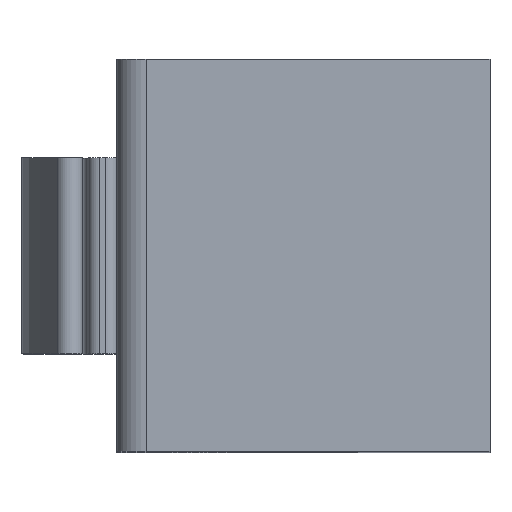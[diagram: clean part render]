
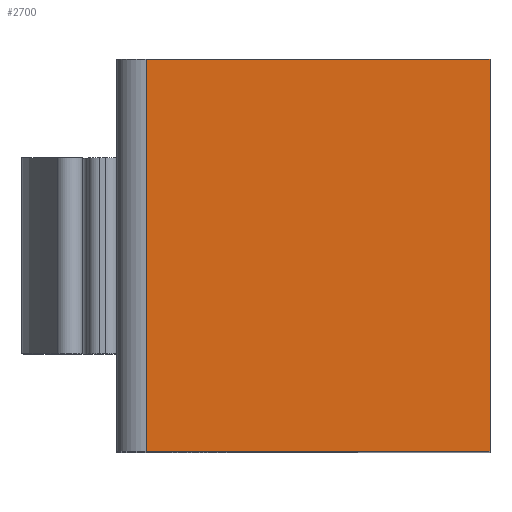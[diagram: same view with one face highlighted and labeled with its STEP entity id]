
A CAD part, top view. The second image highlights one B-rep face of the part: STEP entity #2700.
In plain terms, the highlighted planar face has unit normal (0, 0, 1).
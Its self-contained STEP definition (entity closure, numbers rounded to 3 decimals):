
#2675 = VERTEX_POINT('',#2676);
#2676 = CARTESIAN_POINT('',(0.,10.,19.05));
#2682 = EDGE_CURVE('',#2683,#2675,#2685,.T.);
#2683 = VERTEX_POINT('',#2684);
#2684 = CARTESIAN_POINT('',(0.,-10.,19.05));
#2685 = LINE('',#2686,#2687);
#2686 = CARTESIAN_POINT('',(0.,-10.,19.05));
#2687 = VECTOR('',#2688,1.);
#2688 = DIRECTION('',(0.,1.,0.));
#2700 = ADVANCED_FACE('',(#2701),#2726,.T.);
#2701 = FACE_BOUND('',#2702,.T.);
#2702 = EDGE_LOOP('',(#2703,#2704,#2712,#2720));
#2703 = ORIENTED_EDGE('',*,*,#2682,.T.);
#2704 = ORIENTED_EDGE('',*,*,#2705,.T.);
#2705 = EDGE_CURVE('',#2675,#2706,#2708,.T.);
#2706 = VERTEX_POINT('',#2707);
#2707 = CARTESIAN_POINT('',(-17.55,10.,19.05));
#2708 = LINE('',#2709,#2710);
#2709 = CARTESIAN_POINT('',(0.,10.,19.05));
#2710 = VECTOR('',#2711,1.);
#2711 = DIRECTION('',(-1.,-0.,0.));
#2712 = ORIENTED_EDGE('',*,*,#2713,.F.);
#2713 = EDGE_CURVE('',#2714,#2706,#2716,.T.);
#2714 = VERTEX_POINT('',#2715);
#2715 = CARTESIAN_POINT('',(-17.55,-10.,19.05));
#2716 = LINE('',#2717,#2718);
#2717 = CARTESIAN_POINT('',(-17.55,-10.,19.05));
#2718 = VECTOR('',#2719,1.);
#2719 = DIRECTION('',(0.,1.,0.));
#2720 = ORIENTED_EDGE('',*,*,#2721,.F.);
#2721 = EDGE_CURVE('',#2683,#2714,#2722,.T.);
#2722 = LINE('',#2723,#2724);
#2723 = CARTESIAN_POINT('',(0.,-10.,19.05));
#2724 = VECTOR('',#2725,1.);
#2725 = DIRECTION('',(-1.,-0.,0.));
#2726 = PLANE('',#2727);
#2727 = AXIS2_PLACEMENT_3D('',#2728,#2729,#2730);
#2728 = CARTESIAN_POINT('',(0.,-10.,19.05));
#2729 = DIRECTION('',(0.,0.,1.));
#2730 = DIRECTION('',(-1.,0.,0.));
